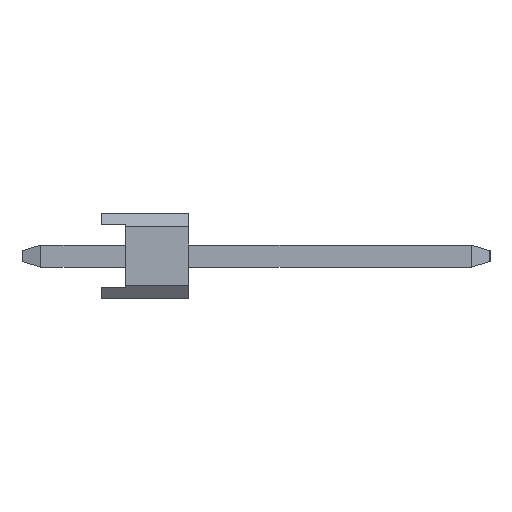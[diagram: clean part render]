
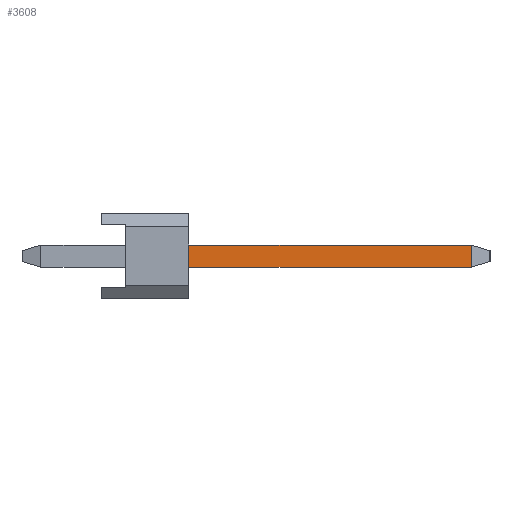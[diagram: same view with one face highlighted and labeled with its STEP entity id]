
A CAD part, left-side view. The second image highlights one B-rep face of the part: STEP entity #3608.
In plain terms, the highlighted planar face has unit normal (-1, 0, 0).
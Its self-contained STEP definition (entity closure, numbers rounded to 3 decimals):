
#1848=EDGE_CURVE('',#2582,#2918,#4953,.T.);
#2258=VERTEX_POINT('',#5407);
#2400=EDGE_CURVE('',#2918,#2258,#5568,.T.);
#2582=VERTEX_POINT('',#5770);
#2706=EDGE_CURVE('',#3696,#2582,#5905,.T.);
#2918=VERTEX_POINT('',#6132);
#3608=ADVANCED_FACE('',(#6899),#6900,.T.);
#3696=VERTEX_POINT('',#6992);
#4516=EDGE_CURVE('',#2258,#3696,#7905,.T.);
#4953=LINE('',#8483,#8484);
#5407=CARTESIAN_POINT('',(-11.75,-2.54,-0.32));
#5568=LINE('',#9352,#9353);
#5770=CARTESIAN_POINT('',(-11.75,-10.744,0.32));
#5905=LINE('',#9843,#9844);
#6132=CARTESIAN_POINT('',(-11.75,-10.744,-0.32));
#6899=FACE_OUTER_BOUND('',#11280,.T.);
#6900=PLANE('',#11281);
#6992=CARTESIAN_POINT('',(-11.75,-2.54,0.32));
#7905=LINE('',#12753,#12754);
#8483=CARTESIAN_POINT('',(-11.75,-10.744,0.5));
#8484=VECTOR('',#13207,1.0);
#9352=CARTESIAN_POINT('',(-11.75,1.764,-0.32));
#9353=VECTOR('',#13854,1.0);
#9843=CARTESIAN_POINT('',(-11.75,-4.49,0.32));
#9844=VECTOR('',#14183,1.0);
#11280=EDGE_LOOP('',(#15192,#15193,#15194,#15195));
#11281=AXIS2_PLACEMENT_3D('',#15196,#15197,#15198);
#12753=CARTESIAN_POINT('',(-11.75,-2.54,0.252));
#12754=VECTOR('',#16274,1.0);
#13207=DIRECTION('',(0.0,0.,-1.0));
#13854=DIRECTION('',(0.,1.0,0.));
#14183=DIRECTION('',(0.,-1.0,0.));
#15192=ORIENTED_EDGE('',*,*,#4516,.F.);
#15193=ORIENTED_EDGE('',*,*,#2400,.F.);
#15194=ORIENTED_EDGE('',*,*,#1848,.F.);
#15195=ORIENTED_EDGE('',*,*,#2706,.F.);
#15196=CARTESIAN_POINT('',(-11.75,1.764,0.5));
#15197=DIRECTION('',(-1.0,0.,0.));
#15198=DIRECTION('',(0.,1.0,0.));
#16274=DIRECTION('',(0.,0.,1.0));
